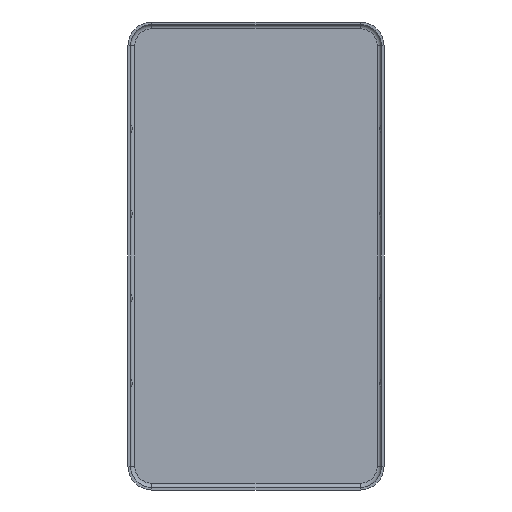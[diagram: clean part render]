
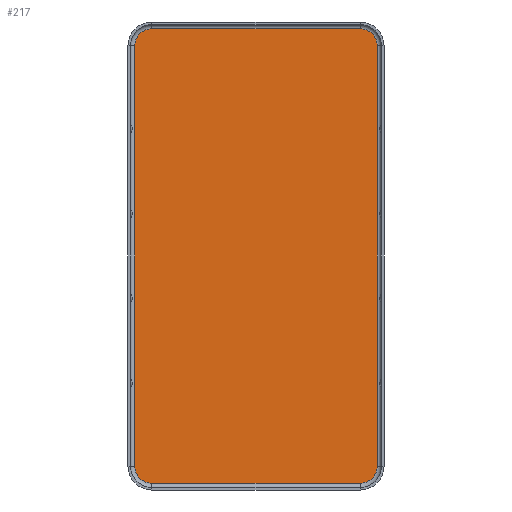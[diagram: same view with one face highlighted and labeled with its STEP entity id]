
A CAD part, front view. The second image highlights one B-rep face of the part: STEP entity #217.
In plain terms, the highlighted planar face has unit normal (0, -1, 0).
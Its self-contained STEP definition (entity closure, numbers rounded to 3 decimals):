
#4 = AXIS2_PLACEMENT_3D ( 'NONE', #1996, #1227, #779 ) ;
#45 = EDGE_CURVE ( 'NONE', #415, #391, #1058, .T. ) ;
#52 = CARTESIAN_POINT ( 'NONE',  ( 14.3, 0., -24.8 ) ) ;
#94 = EDGE_CURVE ( 'NONE', #1990, #1298, #1012, .T. ) ;
#111 = EDGE_CURVE ( 'NONE', #384, #1298, #1258, .T. ) ;
#118 = DIRECTION ( 'NONE',  ( 0., -1., 0. ) ) ;
#128 = CARTESIAN_POINT ( 'NONE',  ( 12.3, 0., -24.8 ) ) ;
#133 = CIRCLE ( 'NONE', #1568, 2. ) ;
#142 = AXIS2_PLACEMENT_3D ( 'NONE', #1761, #1165, #1323 ) ;
#168 = CARTESIAN_POINT ( 'NONE',  ( 12.3, 0., 26.8 ) ) ;
#207 = DIRECTION ( 'NONE',  ( 0., 1., 0. ) ) ;
#215 = VERTEX_POINT ( 'NONE', #1572 ) ;
#217 = ADVANCED_FACE ( 'NONE', ( #924 ), #2060, .T. ) ;
#219 = ORIENTED_EDGE ( 'NONE', *, *, #1163, .F. ) ;
#273 = ORIENTED_EDGE ( 'NONE', *, *, #304, .F. ) ;
#298 = DIRECTION ( 'NONE',  ( 0., 0., -1. ) ) ;
#304 = EDGE_CURVE ( 'NONE', #215, #777, #775, .T. ) ;
#324 = ORIENTED_EDGE ( 'NONE', *, *, #824, .T. ) ;
#335 = VECTOR ( 'NONE', #690, 1000. ) ;
#344 = VECTOR ( 'NONE', #1988, 1000. ) ;
#358 = CARTESIAN_POINT ( 'NONE',  ( 12.3, 0., -26.8 ) ) ;
#383 = CARTESIAN_POINT ( 'NONE',  ( -12.3, 0., 26.8 ) ) ;
#384 = VERTEX_POINT ( 'NONE', #358 ) ;
#391 = VERTEX_POINT ( 'NONE', #52 ) ;
#415 = VERTEX_POINT ( 'NONE', #1331 ) ;
#422 = CARTESIAN_POINT ( 'NONE',  ( -14.3, 0., -24.8 ) ) ;
#674 = LINE ( 'NONE', #1318, #335 ) ;
#690 = DIRECTION ( 'NONE',  ( -1., 0., 0. ) ) ;
#704 = VECTOR ( 'NONE', #1560, 1000. ) ;
#722 = ORIENTED_EDGE ( 'NONE', *, *, #45, .F. ) ;
#743 = CARTESIAN_POINT ( 'NONE',  ( 12.3, 0., 24.8 ) ) ;
#775 = CIRCLE ( 'NONE', #142, 2. ) ;
#777 = VERTEX_POINT ( 'NONE', #383 ) ;
#779 = DIRECTION ( 'NONE',  ( -1., 0., 0. ) ) ;
#824 = EDGE_CURVE ( 'NONE', #215, #1990, #1697, .T. ) ;
#924 = FACE_OUTER_BOUND ( 'NONE', #1029, .T. ) ;
#1012 = CIRCLE ( 'NONE', #4, 2. ) ;
#1014 = CARTESIAN_POINT ( 'NONE',  ( 12.3, 0., -24.8 ) ) ;
#1029 = EDGE_LOOP ( 'NONE', ( #1924, #219, #722, #1191, #1592, #273, #324, #1317 ) ) ;
#1043 = CARTESIAN_POINT ( 'NONE',  ( -14.3, 0., 0. ) ) ;
#1055 = EDGE_CURVE ( 'NONE', #1812, #777, #674, .T. ) ;
#1058 = LINE ( 'NONE', #1970, #344 ) ;
#1163 = EDGE_CURVE ( 'NONE', #391, #384, #133, .T. ) ;
#1165 = DIRECTION ( 'NONE',  ( 0., 1., 0. ) ) ;
#1191 = ORIENTED_EDGE ( 'NONE', *, *, #1261, .T. ) ;
#1227 = DIRECTION ( 'NONE',  ( 0., -1., 0. ) ) ;
#1258 = LINE ( 'NONE', #1718, #704 ) ;
#1261 = EDGE_CURVE ( 'NONE', #415, #1812, #1839, .T. ) ;
#1298 = VERTEX_POINT ( 'NONE', #1509 ) ;
#1317 = ORIENTED_EDGE ( 'NONE', *, *, #94, .T. ) ;
#1318 = CARTESIAN_POINT ( 'NONE',  ( 12.3, 0., 26.8 ) ) ;
#1323 = DIRECTION ( 'NONE',  ( -1., 0., 0. ) ) ;
#1331 = CARTESIAN_POINT ( 'NONE',  ( 14.3, 0., 24.8 ) ) ;
#1367 = VECTOR ( 'NONE', #1829, 1000. ) ;
#1480 = DIRECTION ( 'NONE',  ( 1., 0., 0. ) ) ;
#1509 = CARTESIAN_POINT ( 'NONE',  ( -12.3, 0., -26.8 ) ) ;
#1560 = DIRECTION ( 'NONE',  ( -1., 0., 0. ) ) ;
#1568 = AXIS2_PLACEMENT_3D ( 'NONE', #1014, #207, #1480 ) ;
#1572 = CARTESIAN_POINT ( 'NONE',  ( -14.3, 0., 24.8 ) ) ;
#1592 = ORIENTED_EDGE ( 'NONE', *, *, #1055, .T. ) ;
#1697 = LINE ( 'NONE', #1043, #1367 ) ;
#1708 = AXIS2_PLACEMENT_3D ( 'NONE', #128, #118, #298 ) ;
#1718 = CARTESIAN_POINT ( 'NONE',  ( 12.3, 0., -26.8 ) ) ;
#1761 = CARTESIAN_POINT ( 'NONE',  ( -12.3, 0., 24.8 ) ) ;
#1812 = VERTEX_POINT ( 'NONE', #168 ) ;
#1829 = DIRECTION ( 'NONE',  ( 0., 0., -1. ) ) ;
#1839 = CIRCLE ( 'NONE', #1972, 2. ) ;
#1845 = DIRECTION ( 'NONE',  ( 1., 0., 0. ) ) ;
#1924 = ORIENTED_EDGE ( 'NONE', *, *, #111, .F. ) ;
#1970 = CARTESIAN_POINT ( 'NONE',  ( 14.3, 0., 0. ) ) ;
#1972 = AXIS2_PLACEMENT_3D ( 'NONE', #743, #2009, #1845 ) ;
#1988 = DIRECTION ( 'NONE',  ( 0., 0., -1. ) ) ;
#1990 = VERTEX_POINT ( 'NONE', #422 ) ;
#1996 = CARTESIAN_POINT ( 'NONE',  ( -12.3, 0., -24.8 ) ) ;
#2009 = DIRECTION ( 'NONE',  ( 0., -1., 0. ) ) ;
#2060 = PLANE ( 'NONE',  #1708 ) ;
